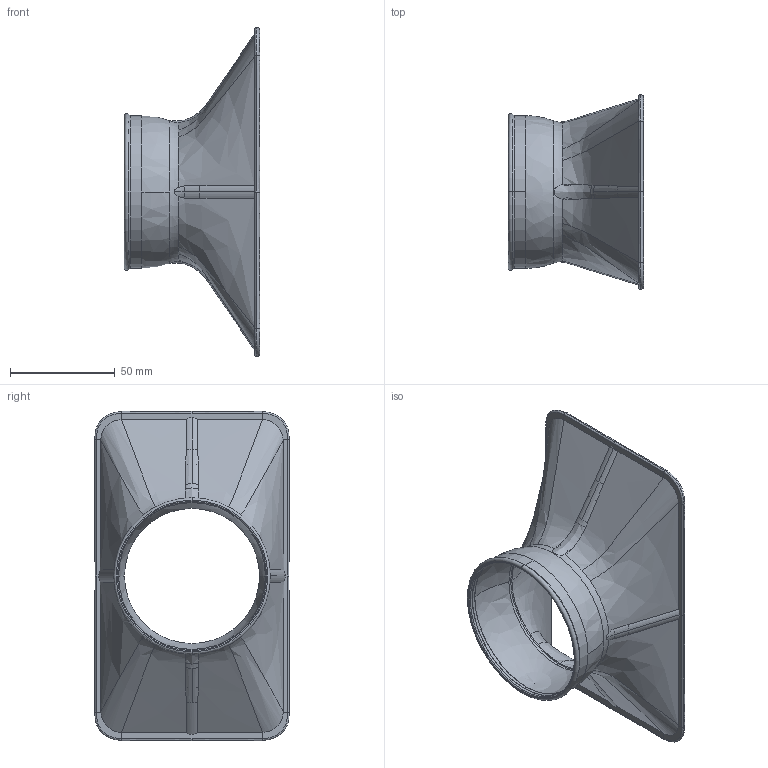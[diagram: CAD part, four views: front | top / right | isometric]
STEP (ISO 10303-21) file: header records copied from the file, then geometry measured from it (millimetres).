
FILE_DESCRIPTION (( 'STEP AP203' ), '1' );
FILE_NAME ('6x3-5 Inch Rectangular Nozzle.STEP', '2005-02-04T17:48:06', ( 'mark lockwood' ), ( 'lockwood products inc.' ), 'SwSTEP 2.0', 'SolidWorks 2004146', '' );
FILE_SCHEMA (( 'CONFIG_CONTROL_DESIGN' ));
Length unit declared in the file: inch
Products named in the file (1): 6x3-5 Inch Rectangular Nozzle
Bounding box: 64.58 x 92.72 x 157.11 mm (x, y, z)
Volume: 23548.6 mm3; surface area: 47486.4 mm2
Topology: 1 solids, 1 shells, 133 faces, 347 edges, 209 vertices
Faces by surface type: bspline 80, torus 16, plane 15, cylinder 12, cone 6, sphere 4
Entity records: 51081 total; most frequent: CARTESIAN_POINT 48454, ORIENTED_EDGE 680, EDGE_CURVE 340, DIRECTION 294, B_SPLINE_CURVE_WITH_KNOTS 222, VERTEX_POINT 206, EDGE_LOOP 136, ADVANCED_FACE 133
